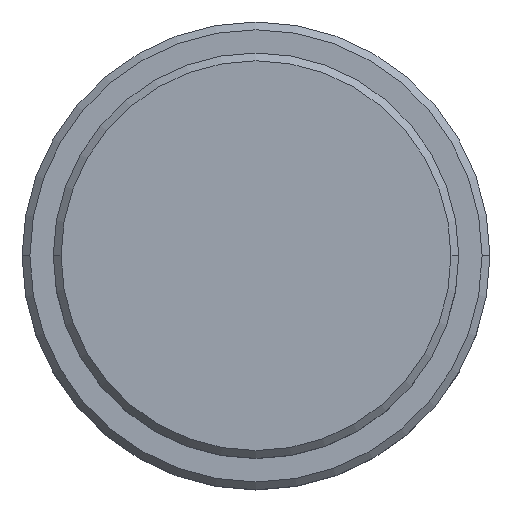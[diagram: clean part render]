
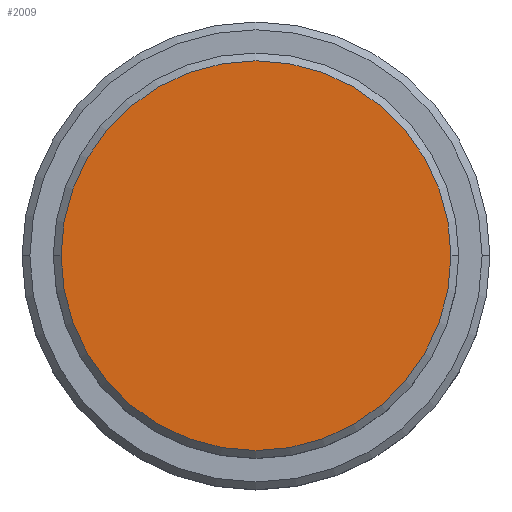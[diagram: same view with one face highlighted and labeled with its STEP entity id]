
A CAD part, top view. The second image highlights one B-rep face of the part: STEP entity #2009.
In plain terms, the highlighted planar face has unit normal (0, 0, 1).
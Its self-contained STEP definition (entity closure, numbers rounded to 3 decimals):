
#500 = CARTESIAN_POINT ( 'NONE',  ( 7.5, 0., 9.5 ) ) ;
#548 = CIRCLE ( 'NONE', #1514, 7.5 ) ;
#651 = ORIENTED_EDGE ( 'NONE', *, *, #712, .T. ) ;
#661 = ORIENTED_EDGE ( 'NONE', *, *, #1623, .T. ) ;
#712 = EDGE_CURVE ( 'NONE', #1141, #2023, #548, .T. ) ;
#713 = CARTESIAN_POINT ( 'NONE',  ( -7.5, 0., 9.5 ) ) ;
#718 = DIRECTION ( 'NONE',  ( -1., 0., 0. ) ) ;
#720 = DIRECTION ( 'NONE',  ( 0., 0., -1. ) ) ;
#725 = CARTESIAN_POINT ( 'NONE',  ( 7.59, -7.59, 9.5 ) ) ;
#733 = PLANE ( 'NONE',  #1646 ) ;
#736 = FACE_OUTER_BOUND ( 'NONE', #812, .T. ) ;
#812 = EDGE_LOOP ( 'NONE', ( #661, #651 ) ) ;
#1141 = VERTEX_POINT ( 'NONE', #500 ) ;
#1153 = CIRCLE ( 'NONE', #2014, 7.5 ) ;
#1485 = DIRECTION ( 'NONE',  ( -1., 0., 0. ) ) ;
#1489 = DIRECTION ( 'NONE',  ( 0., 0., 1. ) ) ;
#1495 = CARTESIAN_POINT ( 'NONE',  ( 0., 0., 9.5 ) ) ;
#1514 = AXIS2_PLACEMENT_3D ( 'NONE', #1495, #1489, #1485 ) ;
#1569 = DIRECTION ( 'NONE',  ( -1., 0., 0. ) ) ;
#1574 = DIRECTION ( 'NONE',  ( 0., 0., 1. ) ) ;
#1580 = CARTESIAN_POINT ( 'NONE',  ( 0., 0., 9.5 ) ) ;
#1623 = EDGE_CURVE ( 'NONE', #2023, #1141, #1153, .T. ) ;
#1646 = AXIS2_PLACEMENT_3D ( 'NONE', #725, #720, #718 ) ;
#2009 = ADVANCED_FACE ( 'NONE', ( #736 ), #733, .F. ) ;
#2014 = AXIS2_PLACEMENT_3D ( 'NONE', #1580, #1574, #1569 ) ;
#2023 = VERTEX_POINT ( 'NONE', #713 ) ;
